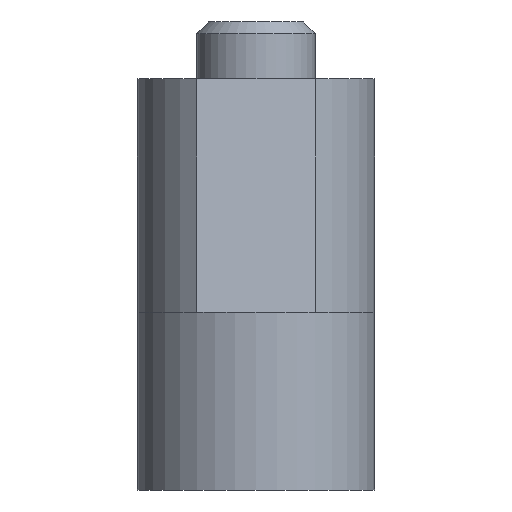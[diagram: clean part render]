
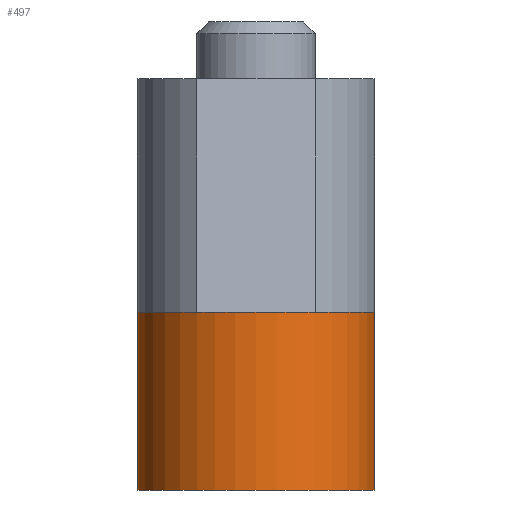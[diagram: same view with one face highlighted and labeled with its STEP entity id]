
A CAD part, left-side view. The second image highlights one B-rep face of the part: STEP entity #497.
In plain terms, the highlighted cylindrical face has radius 10 mm (diameter 20 mm), a partial arc.
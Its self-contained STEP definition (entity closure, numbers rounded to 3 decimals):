
#23=CYLINDRICAL_SURFACE('',#569,10.);
#71=FACE_OUTER_BOUND('',#105,.T.);
#105=EDGE_LOOP('',(#459,#460,#461,#462));
#147=LINE('',#850,#191);
#149=LINE('',#858,#193);
#191=VECTOR('',#705,10.);
#193=VECTOR('',#715,10.);
#204=CIRCLE('',#533,10.);
#217=CIRCLE('',#566,10.);
#237=VERTEX_POINT('',#765);
#238=VERTEX_POINT('',#767);
#260=VERTEX_POINT('',#848);
#261=VERTEX_POINT('',#852);
#284=EDGE_CURVE('',#237,#238,#204,.T.);
#325=EDGE_CURVE('',#260,#237,#147,.T.);
#327=EDGE_CURVE('',#260,#261,#217,.T.);
#329=EDGE_CURVE('',#261,#238,#149,.T.);
#459=ORIENTED_EDGE('',*,*,#327,.T.);
#460=ORIENTED_EDGE('',*,*,#329,.T.);
#461=ORIENTED_EDGE('',*,*,#284,.F.);
#462=ORIENTED_EDGE('',*,*,#325,.F.);
#497=ADVANCED_FACE('',(#71),#23,.T.);
#533=AXIS2_PLACEMENT_3D('',#768,#613,#614);
#566=AXIS2_PLACEMENT_3D('',#855,#709,#710);
#569=AXIS2_PLACEMENT_3D('',#860,#717,#718);
#613=DIRECTION('center_axis',(0.,0.,1.));
#614=DIRECTION('ref_axis',(0.,1.,0.));
#705=DIRECTION('',(0.,0.,1.));
#709=DIRECTION('center_axis',(0.,0.,1.));
#710=DIRECTION('ref_axis',(0.,1.,0.));
#715=DIRECTION('',(0.,0.,1.));
#717=DIRECTION('center_axis',(0.,0.,1.));
#718=DIRECTION('ref_axis',(0.,1.,0.));
#765=CARTESIAN_POINT('',(-85.,10.,15.));
#767=CARTESIAN_POINT('',(-85.,-10.,15.));
#768=CARTESIAN_POINT('Origin',(-85.,0.,15.));
#848=CARTESIAN_POINT('',(-85.,10.,0.));
#850=CARTESIAN_POINT('',(-85.,10.,0.));
#852=CARTESIAN_POINT('',(-85.,-10.,0.));
#855=CARTESIAN_POINT('Origin',(-85.,0.,0.));
#858=CARTESIAN_POINT('',(-85.,-10.,0.));
#860=CARTESIAN_POINT('Origin',(-85.,0.,0.));
